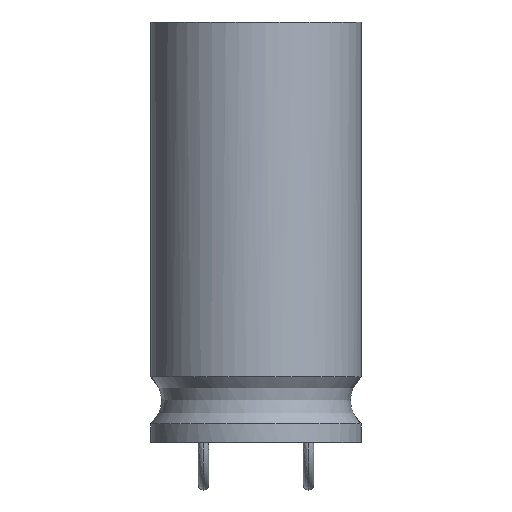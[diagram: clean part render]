
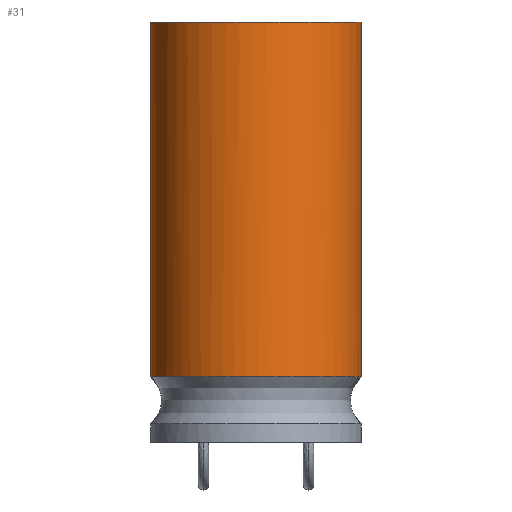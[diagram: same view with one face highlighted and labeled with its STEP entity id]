
A CAD part, top view. The second image highlights one B-rep face of the part: STEP entity #31.
In plain terms, the highlighted free-form (B-spline) face has degree [2, 1] with [9, 2] control points.
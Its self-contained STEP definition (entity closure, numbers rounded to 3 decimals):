
#31=ADVANCED_FACE('',(#70),#519,.T.);
#70=FACE_OUTER_BOUND('',#109,.T.);
#109=EDGE_LOOP('',(#185,#186,#187,#188));
#185=ORIENTED_EDGE('',*,*,#332,.T.);
#186=ORIENTED_EDGE('',*,*,#334,.T.);
#187=ORIENTED_EDGE('',*,*,#320,.F.);
#188=ORIENTED_EDGE('',*,*,#319,.T.);
#319=EDGE_CURVE('',#468,#476,#397,.T.);
#320=EDGE_CURVE('',#468,#475,#398,.T.);
#332=EDGE_CURVE('',#476,#477,#410,.T.);
#334=EDGE_CURVE('',#477,#475,#412,.T.);
#397=(
BOUNDED_CURVE()
B_SPLINE_CURVE(2,(#1386,#1387,#1388,#1389,#1390),.UNSPECIFIED.,.F.,.F.)
B_SPLINE_CURVE_WITH_KNOTS((3,2,3),(0.,7.854,15.708),
 .UNSPECIFIED.)
CURVE()
GEOMETRIC_REPRESENTATION_ITEM()
RATIONAL_B_SPLINE_CURVE((1.,0.707,1.,0.707,1.))
REPRESENTATION_ITEM('')
);
#398=(
BOUNDED_CURVE()
B_SPLINE_CURVE(1,(#1391,#1392),.UNSPECIFIED.,.F.,.F.)
B_SPLINE_CURVE_WITH_KNOTS((2,2),(0.,16.882),.UNSPECIFIED.)
CURVE()
GEOMETRIC_REPRESENTATION_ITEM()
RATIONAL_B_SPLINE_CURVE((1.,1.))
REPRESENTATION_ITEM('')
);
#410=(
BOUNDED_CURVE()
B_SPLINE_CURVE(1,(#1509,#1510),.UNSPECIFIED.,.F.,.F.)
B_SPLINE_CURVE_WITH_KNOTS((2,2),(0.,16.882),.UNSPECIFIED.)
CURVE()
GEOMETRIC_REPRESENTATION_ITEM()
RATIONAL_B_SPLINE_CURVE((1.,1.))
REPRESENTATION_ITEM('')
);
#412=(
BOUNDED_CURVE()
B_SPLINE_CURVE(3,(#1516,#1517,#1518,#1519,#1520,#1521,#1522,#1523,#1524,
#1525,#1526,#1527,#1528,#1529,#1530,#1531,#1532,#1533,#1534,#1535,#1536,
#1537,#1538,#1539,#1540,#1541,#1542,#1543,#1544,#1545,#1546,#1547,#1548,
#1549,#1550,#1551,#1552,#1553,#1554,#1555),.UNSPECIFIED.,.F.,.F.)
B_SPLINE_CURVE_WITH_KNOTS((4,3,3,3,3,3,3,3,3,3,3,3,3,4),(15.758,
17.654,18.677,19.7,20.723,21.746,
23.642,25.538,26.561,27.584,28.607,
29.629,30.573,31.517),.UNSPECIFIED.)
CURVE()
GEOMETRIC_REPRESENTATION_ITEM()
RATIONAL_B_SPLINE_CURVE((1.,0.978,0.956,0.934,
0.934,0.934,0.934,0.934,
0.934,0.934,0.934,0.934,
0.934,0.934,0.934,0.934,
0.934,0.934,0.934,0.934,
0.934,0.934,0.934,0.934,
0.934,0.934,0.934,0.934,
0.934,0.934,0.934,0.934,
0.934,0.934,0.934,0.934,
0.934,0.953,0.975,1.))
REPRESENTATION_ITEM('')
);
#468=VERTEX_POINT('',#1370);
#475=VERTEX_POINT('',#1377);
#476=VERTEX_POINT('',#1378);
#477=VERTEX_POINT('',#1379);
#519=(
BOUNDED_SURFACE()
B_SPLINE_SURFACE(2,1,((#862,#863),(#864,#865),(#866,#867),(#868,#869),(#870,
#871),(#872,#873),(#874,#875),(#876,#877),(#878,#879)),.UNSPECIFIED.,.T.,
 .F.,.F.)
B_SPLINE_SURFACE_WITH_KNOTS((3,2,2,2,3),(2,2),(0.,7.854,15.708,
23.562,31.416),(0.,20.),.UNSPECIFIED.)
GEOMETRIC_REPRESENTATION_ITEM()
RATIONAL_B_SPLINE_SURFACE(((1.,1.),(0.707,0.707),
(1.,1.),(0.707,0.707),(1.,1.),(0.707,
0.707),(1.,1.),(0.707,0.707),(1.,1.)))
REPRESENTATION_ITEM('')
SURFACE()
);
#862=CARTESIAN_POINT('',(10.,20.,5.));
#863=CARTESIAN_POINT('',(10.,0.,5.));
#864=CARTESIAN_POINT('',(10.,20.,10.));
#865=CARTESIAN_POINT('',(10.,0.,10.));
#866=CARTESIAN_POINT('',(5.,20.,10.));
#867=CARTESIAN_POINT('',(5.,0.,10.));
#868=CARTESIAN_POINT('',(0.,20.,10.));
#869=CARTESIAN_POINT('',(0.,0.,10.));
#870=CARTESIAN_POINT('',(0.,20.,5.));
#871=CARTESIAN_POINT('',(0.,0.,5.));
#872=CARTESIAN_POINT('',(0.,20.,0.));
#873=CARTESIAN_POINT('',(0.,0.,0.));
#874=CARTESIAN_POINT('',(5.,20.,0.));
#875=CARTESIAN_POINT('',(5.,0.,0.));
#876=CARTESIAN_POINT('',(10.,20.,0.));
#877=CARTESIAN_POINT('',(10.,0.,0.));
#878=CARTESIAN_POINT('',(10.,20.,5.));
#879=CARTESIAN_POINT('',(10.,0.,5.));
#1370=CARTESIAN_POINT('',(10.,20.,5.));
#1377=CARTESIAN_POINT('',(10.,3.118,5.));
#1378=CARTESIAN_POINT('',(0.,20.,5.));
#1379=CARTESIAN_POINT('',(0.,3.118,5.));
#1386=CARTESIAN_POINT('',(10.,20.,5.));
#1387=CARTESIAN_POINT('',(10.,20.,10.));
#1388=CARTESIAN_POINT('',(5.,20.,10.));
#1389=CARTESIAN_POINT('',(0.,20.,10.));
#1390=CARTESIAN_POINT('',(0.,20.,5.));
#1391=CARTESIAN_POINT('',(10.,20.,5.));
#1392=CARTESIAN_POINT('',(10.,3.118,5.));
#1509=CARTESIAN_POINT('',(0.,20.,5.));
#1510=CARTESIAN_POINT('',(0.,3.118,5.));
#1516=CARTESIAN_POINT('',(0.,3.118,5.));
#1517=CARTESIAN_POINT('',(0.,3.118,5.63));
#1518=CARTESIAN_POINT('',(0.119,3.118,6.255));
#1519=CARTESIAN_POINT('',(0.351,3.118,6.84));
#1520=CARTESIAN_POINT('',(0.476,3.118,7.157));
#1521=CARTESIAN_POINT('',(0.634,3.118,7.46));
#1522=CARTESIAN_POINT('',(0.821,3.118,7.745));
#1523=CARTESIAN_POINT('',(1.008,3.118,8.03));
#1524=CARTESIAN_POINT('',(1.224,3.118,8.295));
#1525=CARTESIAN_POINT('',(1.464,3.118,8.536));
#1526=CARTESIAN_POINT('',(1.705,3.118,8.776));
#1527=CARTESIAN_POINT('',(1.97,3.118,8.992));
#1528=CARTESIAN_POINT('',(2.255,3.118,9.179));
#1529=CARTESIAN_POINT('',(2.54,3.118,9.366));
#1530=CARTESIAN_POINT('',(2.843,3.118,9.524));
#1531=CARTESIAN_POINT('',(3.16,3.118,9.649));
#1532=CARTESIAN_POINT('',(3.745,3.118,9.881));
#1533=CARTESIAN_POINT('',(4.37,3.118,10.));
#1534=CARTESIAN_POINT('',(5.,3.118,10.));
#1535=CARTESIAN_POINT('',(5.63,3.118,10.));
#1536=CARTESIAN_POINT('',(6.255,3.118,9.881));
#1537=CARTESIAN_POINT('',(6.84,3.118,9.649));
#1538=CARTESIAN_POINT('',(7.157,3.118,9.524));
#1539=CARTESIAN_POINT('',(7.46,3.118,9.366));
#1540=CARTESIAN_POINT('',(7.745,3.118,9.179));
#1541=CARTESIAN_POINT('',(8.03,3.118,8.992));
#1542=CARTESIAN_POINT('',(8.295,3.118,8.776));
#1543=CARTESIAN_POINT('',(8.536,3.118,8.536));
#1544=CARTESIAN_POINT('',(8.776,3.118,8.295));
#1545=CARTESIAN_POINT('',(8.992,3.118,8.03));
#1546=CARTESIAN_POINT('',(9.179,3.118,7.745));
#1547=CARTESIAN_POINT('',(9.366,3.118,7.46));
#1548=CARTESIAN_POINT('',(9.524,3.118,7.157));
#1549=CARTESIAN_POINT('',(9.649,3.118,6.841));
#1550=CARTESIAN_POINT('',(9.765,3.118,6.548));
#1551=CARTESIAN_POINT('',(9.853,3.118,6.246));
#1552=CARTESIAN_POINT('',(9.911,3.118,5.937));
#1553=CARTESIAN_POINT('',(9.971,3.118,5.624));
#1554=CARTESIAN_POINT('',(10.,3.118,5.311));
#1555=CARTESIAN_POINT('',(10.,3.118,5.));
